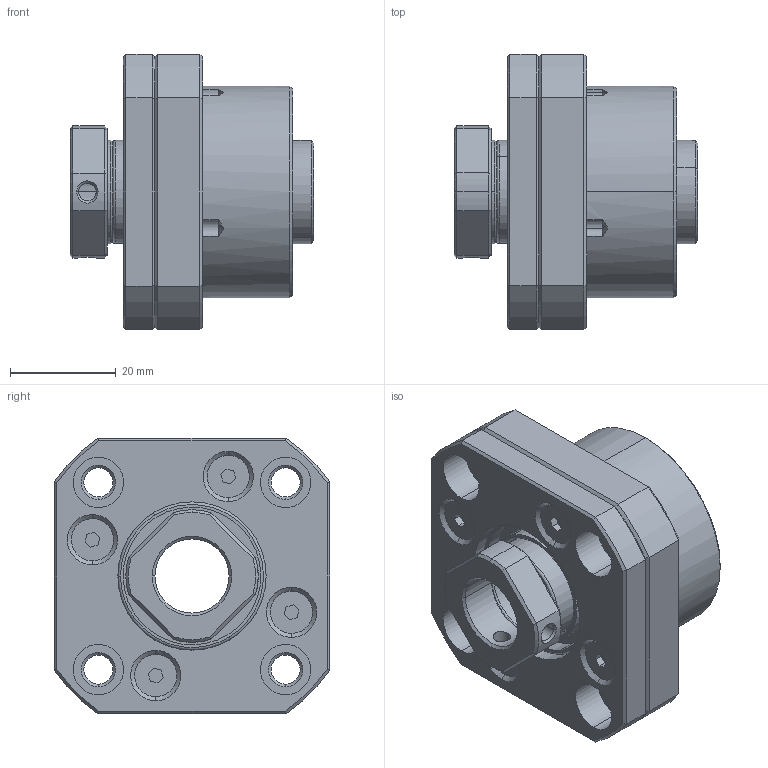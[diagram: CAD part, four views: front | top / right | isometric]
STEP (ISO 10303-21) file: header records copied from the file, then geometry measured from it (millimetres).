
FILE_DESCRIPTION (( 'STEP AP214' ), '1' );
FILE_NAME ('FK15.STEP', '2025-11-07T09:23:03', ( '' ), ( '' ), 'SwSTEP 2.0', 'SolidWorks 2024', '' );
FILE_SCHEMA (( 'AUTOMOTIVE_DESIGN' ));
Length unit declared in the file: millimetre
Products named in the file (1): FK15
Bounding box: 46 x 52 x 52 mm (x, y, z)
Volume: 47671.4 mm3; surface area: 36039.1 mm2
Topology: 41 solids, 41 shells, 944 faces, 2395 edges, 1493 vertices
Faces by surface type: plane 274, cylinder 183, torus 182, bspline 111, cone 100, sphere 94
Entity records: 36688 total; most frequent: CARTESIAN_POINT 14579, ORIENTED_EDGE 4490, DIRECTION 4458, EDGE_CURVE 2245, AXIS2_PLACEMENT_3D 1767, VERTEX_POINT 1401, EDGE_LOOP 1072, ADVANCED_FACE 944
